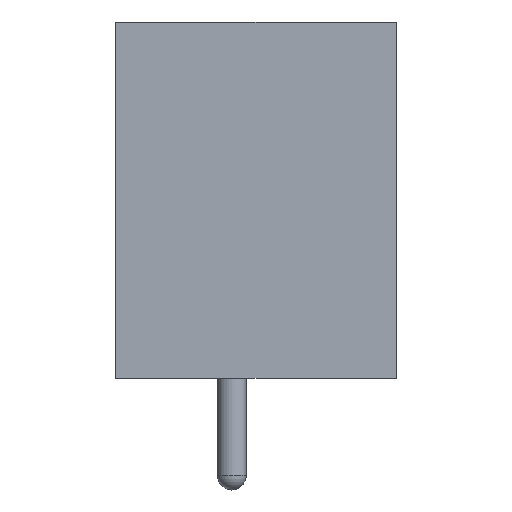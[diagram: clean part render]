
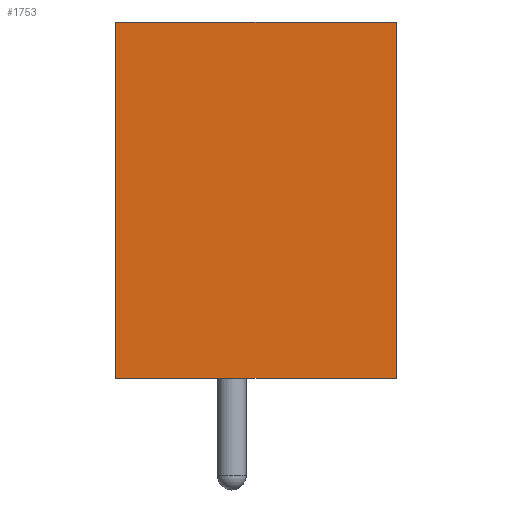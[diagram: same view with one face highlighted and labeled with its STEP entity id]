
A CAD part, left-side view. The second image highlights one B-rep face of the part: STEP entity #1753.
In plain terms, the highlighted planar face has unit normal (-1, 0, 0).
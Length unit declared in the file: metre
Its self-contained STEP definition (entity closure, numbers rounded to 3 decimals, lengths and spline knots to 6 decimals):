
#199=ORIENTED_EDGE('',*,*,#669,.T.);
#200=ORIENTED_EDGE('',*,*,#670,.F.);
#201=ORIENTED_EDGE('',*,*,#671,.F.);
#202=ORIENTED_EDGE('',*,*,#667,.T.);
#667=EDGE_CURVE('',#897,#896,#1069,.T.);
#669=EDGE_CURVE('',#896,#898,#1071,.T.);
#670=EDGE_CURVE('',#899,#898,#1072,.T.);
#671=EDGE_CURVE('',#897,#899,#1073,.T.);
#896=VERTEX_POINT('',#2669);
#897=VERTEX_POINT('',#2671);
#898=VERTEX_POINT('',#2675);
#899=VERTEX_POINT('',#2677);
#1069=LINE('',#2670,#1297);
#1071=LINE('',#2674,#1299);
#1072=LINE('',#2676,#1300);
#1073=LINE('',#2678,#1301);
#1297=VECTOR('',#2133,1.);
#1299=VECTOR('',#2137,1.);
#1300=VECTOR('',#2138,1.);
#1301=VECTOR('',#2139,1.);
#1439=EDGE_LOOP('',(#199,#200,#201,#202));
#1557=FACE_BOUND('',#1439,.T.);
#1669=PLANE('',#1879);
#1753=ADVANCED_FACE('',(#1557),#1669,.F.);
#1879=AXIS2_PLACEMENT_3D('',#2673,#2135,#2136);
#2133=DIRECTION('',(0.,0.,-1.));
#2135=DIRECTION('',(1.,0.,0.));
#2136=DIRECTION('',(0.,0.,-1.));
#2137=DIRECTION('',(0.,-1.,0.));
#2138=DIRECTION('',(0.,0.,-1.));
#2139=DIRECTION('',(0.,-1.,0.));
#2669=CARTESIAN_POINT('',(-0.0112,0.003625,0.));
#2670=CARTESIAN_POINT('',(-0.0112,0.003625,0.0092));
#2671=CARTESIAN_POINT('',(-0.0112,0.003625,0.0092));
#2673=CARTESIAN_POINT('',(-0.0112,0.,0.0092));
#2674=CARTESIAN_POINT('',(-0.0112,0.,0.));
#2675=CARTESIAN_POINT('',(-0.0112,-0.003625,0.));
#2676=CARTESIAN_POINT('',(-0.0112,-0.003625,0.0092));
#2677=CARTESIAN_POINT('',(-0.0112,-0.003625,0.0092));
#2678=CARTESIAN_POINT('',(-0.0112,0.,0.0092));
